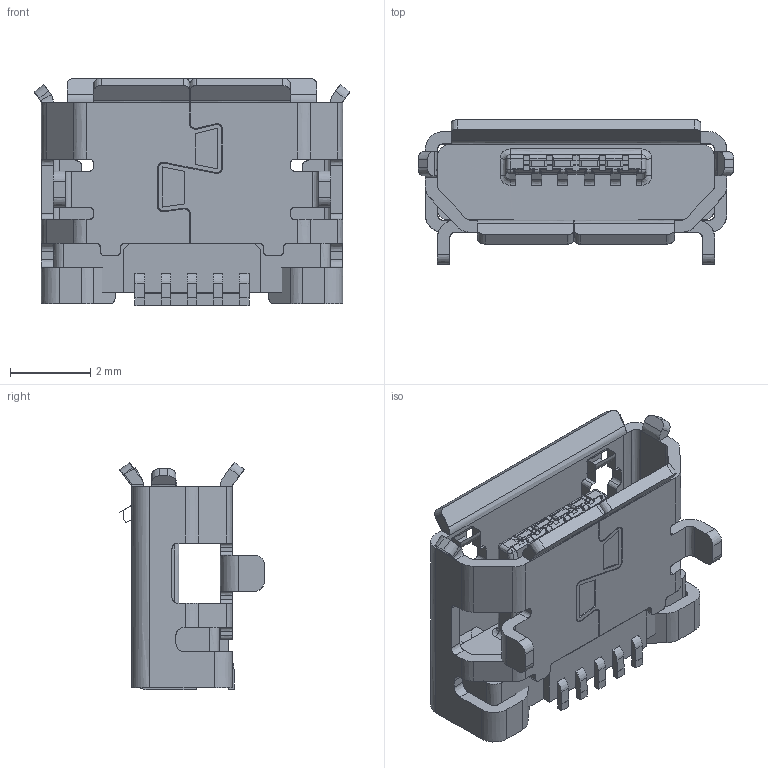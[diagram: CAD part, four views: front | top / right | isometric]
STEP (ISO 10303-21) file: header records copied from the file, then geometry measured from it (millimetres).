
FILE_DESCRIPTION (( 'STEP AP214' ), '1' );
FILE_NAME ('FCI USB 10118193-0001lfc.STEP', '2015-11-29T05:42:35', ( '' ), ( '' ), 'SwSTEP 2.0', 'SolidWorks 2015', '' );
FILE_SCHEMA (( 'AUTOMOTIVE_DESIGN' ));
Length unit declared in the file: millimetre
Products named in the file (1): FCI USB 10118193-0001lfc
Bounding box: 7.86 x 3.6 x 5.66 mm (x, y, z)
Surface area: 272.7 mm2 (no closed solid volume)
Topology: 0 solids, 9 shells, 643 faces, 1908 edges, 1263 vertices
Faces by surface type: plane 366, bspline 277
Entity records: 34092 total; most frequent: CARTESIAN_POINT 16591, ORIENTED_EDGE 3554, DIRECTION 1936, EDGE_CURVE 1906, VERTEX_POINT 1263, VECTOR 1198, LINE 1198, B_SPLINE_CURVE_WITH_KNOTS 698
